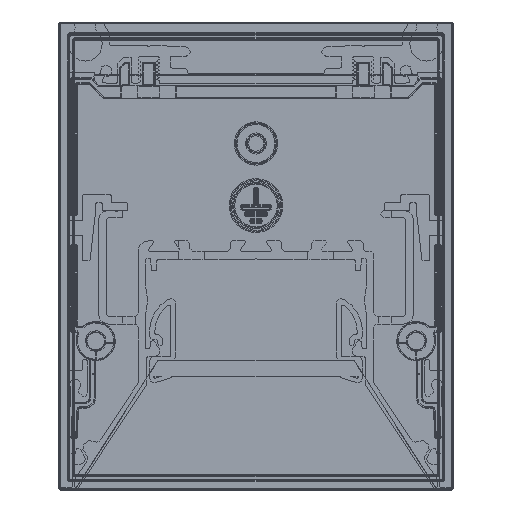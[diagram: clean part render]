
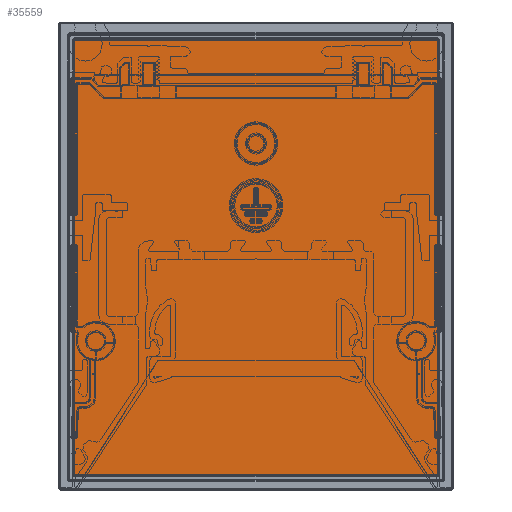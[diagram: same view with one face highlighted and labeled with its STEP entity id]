
A CAD part, front view. The second image highlights one B-rep face of the part: STEP entity #35559.
In plain terms, the highlighted planar face has unit normal (0, -1, 0).
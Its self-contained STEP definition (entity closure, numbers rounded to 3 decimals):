
#1758=PLANE('',#39385);
#3454=FACE_OUTER_BOUND('',#5581,.T.);
#5581=EDGE_LOOP('',(#30200,#30201,#30202,#30203,#30204,#30205,#30206,#30207));
#8077=LINE('',#64354,#10830);
#8336=LINE('',#67360,#11089);
#8338=LINE('',#67397,#11091);
#8340=LINE('',#67430,#11093);
#10830=VECTOR('',#47477,10.);
#11089=VECTOR('',#48666,10.);
#11091=VECTOR('',#48680,10.);
#11093=VECTOR('',#48690,10.);
#13169=CIRCLE('',#38902,0.001);
#13174=CIRCLE('',#38908,0.001);
#13389=CIRCLE('',#39375,0.001);
#13393=CIRCLE('',#39380,0.001);
#16202=VERTEX_POINT('',#64342);
#16204=VERTEX_POINT('',#64345);
#16206=VERTEX_POINT('',#64351);
#16208=VERTEX_POINT('',#64381);
#16517=VERTEX_POINT('',#67359);
#16518=VERTEX_POINT('',#67387);
#16520=VERTEX_POINT('',#67393);
#16522=VERTEX_POINT('',#67423);
#20689=EDGE_CURVE('',#16204,#16202,#13169,.T.);
#20693=EDGE_CURVE('',#16202,#16206,#8077,.T.);
#20696=EDGE_CURVE('',#16206,#16208,#13174,.T.);
#21277=EDGE_CURVE('',#16204,#16517,#8336,.T.);
#21281=EDGE_CURVE('',#16517,#16518,#13389,.T.);
#21284=EDGE_CURVE('',#16518,#16520,#8338,.T.);
#21287=EDGE_CURVE('',#16520,#16522,#13393,.T.);
#21289=EDGE_CURVE('',#16522,#16208,#8340,.T.);
#30200=ORIENTED_EDGE('',*,*,#21289,.F.);
#30201=ORIENTED_EDGE('',*,*,#21287,.F.);
#30202=ORIENTED_EDGE('',*,*,#21284,.F.);
#30203=ORIENTED_EDGE('',*,*,#21281,.F.);
#30204=ORIENTED_EDGE('',*,*,#21277,.F.);
#30205=ORIENTED_EDGE('',*,*,#20689,.T.);
#30206=ORIENTED_EDGE('',*,*,#20693,.T.);
#30207=ORIENTED_EDGE('',*,*,#20696,.T.);
#35559=ADVANCED_FACE('',(#3454),#1758,.F.);
#38902=AXIS2_PLACEMENT_3D('',#64346,#47467,#47468);
#38908=AXIS2_PLACEMENT_3D('',#64384,#47481,#47482);
#39375=AXIS2_PLACEMENT_3D('',#67391,#48673,#48674);
#39380=AXIS2_PLACEMENT_3D('',#67427,#48685,#48686);
#39385=AXIS2_PLACEMENT_3D('',#67437,#48700,#48701);
#47467=DIRECTION('center_axis',(0.,-1.,0.));
#47468=DIRECTION('ref_axis',(0.707,0.,-0.707));
#47477=DIRECTION('',(0.,0.,1.));
#47481=DIRECTION('center_axis',(0.,-1.,0.));
#47482=DIRECTION('ref_axis',(0.707,0.,0.707));
#48666=DIRECTION('',(-1.,0.,0.));
#48673=DIRECTION('center_axis',(0.,1.,0.));
#48674=DIRECTION('ref_axis',(-0.707,0.,-0.707));
#48680=DIRECTION('',(0.,0.,1.));
#48685=DIRECTION('center_axis',(0.,1.,0.));
#48686=DIRECTION('ref_axis',(-0.707,0.,0.707));
#48690=DIRECTION('',(1.,0.,0.));
#48700=DIRECTION('center_axis',(0.,1.,0.));
#48701=DIRECTION('ref_axis',(1.,0.,0.));
#64342=CARTESIAN_POINT('',(35.008,-1408.,-77.507));
#64345=CARTESIAN_POINT('',(35.007,-1408.,-77.508));
#64346=CARTESIAN_POINT('Origin',(35.007,-1408.,-77.507));
#64351=CARTESIAN_POINT('',(35.008,-1408.,6.507));
#64354=CARTESIAN_POINT('',(35.008,-1408.,-14.4));
#64381=CARTESIAN_POINT('',(35.007,-1408.,6.508));
#64384=CARTESIAN_POINT('Origin',(35.007,-1408.,6.507));
#67359=CARTESIAN_POINT('',(-35.007,-1408.,-77.508));
#67360=CARTESIAN_POINT('',(-17.6,-1408.,-77.508));
#67387=CARTESIAN_POINT('',(-35.008,-1408.,-77.507));
#67391=CARTESIAN_POINT('Origin',(-35.007,-1408.,-77.507));
#67393=CARTESIAN_POINT('',(-35.008,-1408.,6.507));
#67397=CARTESIAN_POINT('',(-35.008,-1408.,-14.4));
#67423=CARTESIAN_POINT('',(-35.007,-1408.,6.508));
#67427=CARTESIAN_POINT('Origin',(-35.007,-1408.,6.507));
#67430=CARTESIAN_POINT('',(17.6,-1408.,6.508));
#67437=CARTESIAN_POINT('Origin',(0.,-1408.,-35.5));
